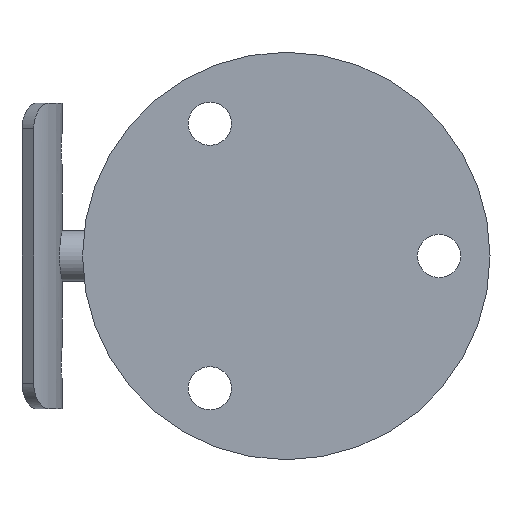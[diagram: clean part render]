
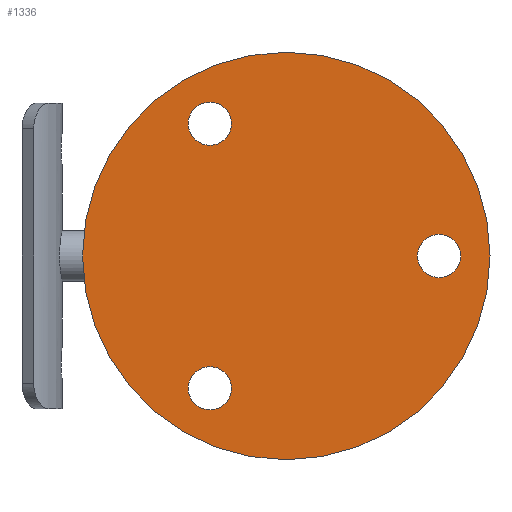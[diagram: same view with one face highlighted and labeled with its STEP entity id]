
A CAD part, left-side view. The second image highlights one B-rep face of the part: STEP entity #1336.
In plain terms, the highlighted planar face has unit normal (-1, 0, 0).
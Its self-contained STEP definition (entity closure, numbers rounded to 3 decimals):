
#5 = ORIENTED_EDGE ( 'NONE', *, *, #703, .T. ) ;
#8 = CIRCLE ( 'NONE', #303, 4.25 ) ;
#17 = EDGE_CURVE ( 'NONE', #42, #1379, #1244, .T. ) ;
#31 = EDGE_LOOP ( 'NONE', ( #953, #5 ) ) ;
#36 = CARTESIAN_POINT ( 'NONE',  ( 0., 0., 0. ) ) ;
#38 = CARTESIAN_POINT ( 'NONE',  ( 0., 15., -25.981 ) ) ;
#42 = VERTEX_POINT ( 'NONE', #288 ) ;
#45 = CARTESIAN_POINT ( 'NONE',  ( 0., -30., 0. ) ) ;
#52 = CARTESIAN_POINT ( 'NONE',  ( 0., 15., 30.231 ) ) ;
#63 = EDGE_CURVE ( 'NONE', #1379, #42, #467, .T. ) ;
#140 = EDGE_LOOP ( 'NONE', ( #1610, #1126 ) ) ;
#173 = DIRECTION ( 'NONE',  ( 1., 0., 0. ) ) ;
#181 = DIRECTION ( 'NONE',  ( 0., 0., -1. ) ) ;
#226 = AXIS2_PLACEMENT_3D ( 'NONE', #36, #1513, #1048 ) ;
#257 = VERTEX_POINT ( 'NONE', #733 ) ;
#267 = VERTEX_POINT ( 'NONE', #1489 ) ;
#279 = DIRECTION ( 'NONE',  ( 0., 0., -1. ) ) ;
#288 = CARTESIAN_POINT ( 'NONE',  ( 0., 0., 40. ) ) ;
#303 = AXIS2_PLACEMENT_3D ( 'NONE', #45, #936, #181 ) ;
#307 = CARTESIAN_POINT ( 'NONE',  ( 0., 15., -30.231 ) ) ;
#322 = FACE_BOUND ( 'NONE', #1632, .T. ) ;
#329 = DIRECTION ( 'NONE',  ( 1., 0., 0. ) ) ;
#397 = CARTESIAN_POINT ( 'NONE',  ( 0., 15., -25.981 ) ) ;
#422 = DIRECTION ( 'NONE',  ( 1., 0., 0. ) ) ;
#447 = CARTESIAN_POINT ( 'NONE',  ( 0., -30., 4.25 ) ) ;
#452 = DIRECTION ( 'NONE',  ( 0., 0., -1. ) ) ;
#458 = CIRCLE ( 'NONE', #1381, 4.25 ) ;
#467 = CIRCLE ( 'NONE', #226, 40. ) ;
#469 = CIRCLE ( 'NONE', #1602, 4.25 ) ;
#524 = EDGE_LOOP ( 'NONE', ( #1343, #1596 ) ) ;
#558 = CARTESIAN_POINT ( 'NONE',  ( 0., 15., 25.981 ) ) ;
#561 = AXIS2_PLACEMENT_3D ( 'NONE', #1306, #1570, #1562 ) ;
#631 = CARTESIAN_POINT ( 'NONE',  ( 0., 0., -40. ) ) ;
#649 = AXIS2_PLACEMENT_3D ( 'NONE', #558, #173, #1063 ) ;
#661 = EDGE_CURVE ( 'NONE', #1030, #1192, #1356, .T. ) ;
#668 = VERTEX_POINT ( 'NONE', #52 ) ;
#688 = DIRECTION ( 'NONE',  ( 0., 0., -1. ) ) ;
#696 = DIRECTION ( 'NONE',  ( 1., 0., 0. ) ) ;
#703 = EDGE_CURVE ( 'NONE', #668, #267, #1304, .T. ) ;
#716 = EDGE_CURVE ( 'NONE', #1307, #257, #8, .T. ) ;
#727 = AXIS2_PLACEMENT_3D ( 'NONE', #397, #950, #1172 ) ;
#733 = CARTESIAN_POINT ( 'NONE',  ( 0., -30., -4.25 ) ) ;
#821 = PLANE ( 'NONE',  #1538 ) ;
#832 = CIRCLE ( 'NONE', #561, 4.25 ) ;
#835 = FACE_OUTER_BOUND ( 'NONE', #140, .T. ) ;
#836 = DIRECTION ( 'NONE',  ( 0., 0., -1. ) ) ;
#936 = DIRECTION ( 'NONE',  ( 1., 0., 0. ) ) ;
#950 = DIRECTION ( 'NONE',  ( 1., 0., 0. ) ) ;
#953 = ORIENTED_EDGE ( 'NONE', *, *, #1358, .T. ) ;
#1018 = CARTESIAN_POINT ( 'NONE',  ( 0., -30., 0. ) ) ;
#1030 = VERTEX_POINT ( 'NONE', #1034 ) ;
#1034 = CARTESIAN_POINT ( 'NONE',  ( 0., 15., -21.731 ) ) ;
#1048 = DIRECTION ( 'NONE',  ( 0., 0., -1. ) ) ;
#1063 = DIRECTION ( 'NONE',  ( 0., 0., -1. ) ) ;
#1082 = ORIENTED_EDGE ( 'NONE', *, *, #661, .T. ) ;
#1126 = ORIENTED_EDGE ( 'NONE', *, *, #63, .F. ) ;
#1171 = EDGE_CURVE ( 'NONE', #1192, #1030, #469, .T. ) ;
#1172 = DIRECTION ( 'NONE',  ( 0., 0., -1. ) ) ;
#1192 = VERTEX_POINT ( 'NONE', #307 ) ;
#1244 = CIRCLE ( 'NONE', #1455, 40. ) ;
#1249 = ORIENTED_EDGE ( 'NONE', *, *, #1171, .T. ) ;
#1304 = CIRCLE ( 'NONE', #649, 4.25 ) ;
#1306 = CARTESIAN_POINT ( 'NONE',  ( 0., 15., 25.981 ) ) ;
#1307 = VERTEX_POINT ( 'NONE', #447 ) ;
#1336 = ADVANCED_FACE ( 'NONE', ( #322, #1452, #1447, #835 ), #821, .F. ) ;
#1343 = ORIENTED_EDGE ( 'NONE', *, *, #1533, .T. ) ;
#1356 = CIRCLE ( 'NONE', #727, 4.25 ) ;
#1358 = EDGE_CURVE ( 'NONE', #267, #668, #832, .T. ) ;
#1379 = VERTEX_POINT ( 'NONE', #631 ) ;
#1381 = AXIS2_PLACEMENT_3D ( 'NONE', #1018, #1432, #279 ) ;
#1432 = DIRECTION ( 'NONE',  ( 1., 0., 0. ) ) ;
#1440 = CARTESIAN_POINT ( 'NONE',  ( 0., 0., 0. ) ) ;
#1447 = FACE_BOUND ( 'NONE', #524, .T. ) ;
#1452 = FACE_BOUND ( 'NONE', #31, .T. ) ;
#1455 = AXIS2_PLACEMENT_3D ( 'NONE', #1460, #329, #836 ) ;
#1460 = CARTESIAN_POINT ( 'NONE',  ( 0., 0., 0. ) ) ;
#1489 = CARTESIAN_POINT ( 'NONE',  ( 0., 15., 21.731 ) ) ;
#1513 = DIRECTION ( 'NONE',  ( 1., 0., 0. ) ) ;
#1533 = EDGE_CURVE ( 'NONE', #257, #1307, #458, .T. ) ;
#1538 = AXIS2_PLACEMENT_3D ( 'NONE', #1440, #696, #452 ) ;
#1562 = DIRECTION ( 'NONE',  ( 0., 0., -1. ) ) ;
#1570 = DIRECTION ( 'NONE',  ( 1., 0., 0. ) ) ;
#1596 = ORIENTED_EDGE ( 'NONE', *, *, #716, .T. ) ;
#1602 = AXIS2_PLACEMENT_3D ( 'NONE', #38, #422, #688 ) ;
#1610 = ORIENTED_EDGE ( 'NONE', *, *, #17, .F. ) ;
#1632 = EDGE_LOOP ( 'NONE', ( #1249, #1082 ) ) ;
